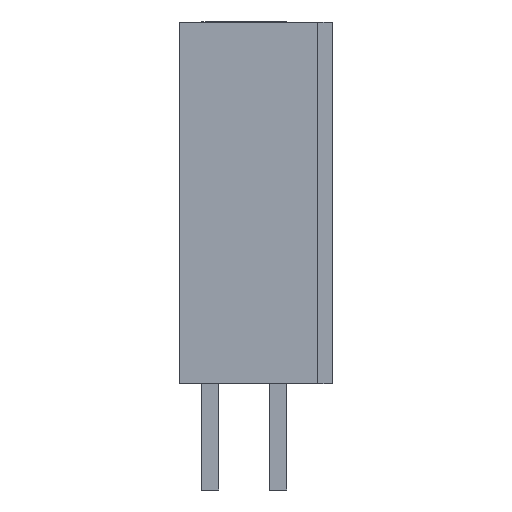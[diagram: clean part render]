
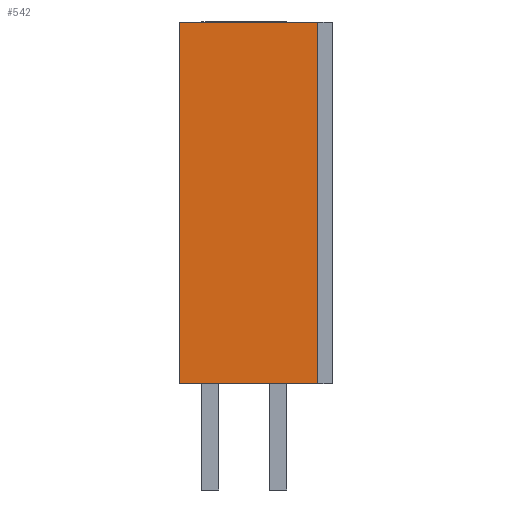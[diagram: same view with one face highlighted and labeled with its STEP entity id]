
A CAD part, left-side view. The second image highlights one B-rep face of the part: STEP entity #542.
In plain terms, the highlighted planar face has unit normal (-1, 0, 0).
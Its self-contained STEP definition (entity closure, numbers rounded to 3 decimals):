
#50 = ORIENTED_EDGE ( 'NONE', *, *, #1165, .T. ) ;
#79 = VERTEX_POINT ( 'NONE', #1405 ) ;
#125 = LINE ( 'NONE', #1206, #1416 ) ;
#136 = VECTOR ( 'NONE', #1234, 1000. ) ;
#251 = EDGE_CURVE ( 'NONE', #822, #1634, #1781, .T. ) ;
#337 = FACE_OUTER_BOUND ( 'NONE', #394, .T. ) ;
#356 = EDGE_CURVE ( 'NONE', #600, #1634, #1653, .T. ) ;
#388 = CARTESIAN_POINT ( 'NONE',  ( -18.1, -3.25, 17. ) ) ;
#394 = EDGE_LOOP ( 'NONE', ( #1672, #1519, #1231, #50 ) ) ;
#449 = CARTESIAN_POINT ( 'NONE',  ( -18.1, 3.25, 0. ) ) ;
#515 = EDGE_CURVE ( 'NONE', #79, #822, #919, .T. ) ;
#542 = ADVANCED_FACE ( 'NONE', ( #337 ), #1573, .F. ) ;
#600 = VERTEX_POINT ( 'NONE', #1457 ) ;
#616 = CARTESIAN_POINT ( 'NONE',  ( -18.1, 3.25, 17. ) ) ;
#791 = DIRECTION ( 'NONE',  ( 0., 0., -1. ) ) ;
#822 = VERTEX_POINT ( 'NONE', #867 ) ;
#852 = DIRECTION ( 'NONE',  ( 0., 0., -1. ) ) ;
#867 = CARTESIAN_POINT ( 'NONE',  ( -18.1, -3.25, 17. ) ) ;
#919 = LINE ( 'NONE', #1695, #136 ) ;
#952 = VECTOR ( 'NONE', #1199, 1000. ) ;
#954 = AXIS2_PLACEMENT_3D ( 'NONE', #616, #1859, #791 ) ;
#1024 = CARTESIAN_POINT ( 'NONE',  ( -18.1, -3.25, 0. ) ) ;
#1165 = EDGE_CURVE ( 'NONE', #79, #600, #125, .T. ) ;
#1199 = DIRECTION ( 'NONE',  ( 0., -1., 0. ) ) ;
#1206 = CARTESIAN_POINT ( 'NONE',  ( -18.1, 3.25, 17. ) ) ;
#1231 = ORIENTED_EDGE ( 'NONE', *, *, #515, .F. ) ;
#1234 = DIRECTION ( 'NONE',  ( 0., -1., 0. ) ) ;
#1360 = DIRECTION ( 'NONE',  ( 0., 0., -1. ) ) ;
#1405 = CARTESIAN_POINT ( 'NONE',  ( -18.1, 3.25, 17. ) ) ;
#1416 = VECTOR ( 'NONE', #1360, 1000. ) ;
#1457 = CARTESIAN_POINT ( 'NONE',  ( -18.1, 3.25, 0. ) ) ;
#1519 = ORIENTED_EDGE ( 'NONE', *, *, #251, .F. ) ;
#1573 = PLANE ( 'NONE',  #954 ) ;
#1634 = VERTEX_POINT ( 'NONE', #1024 ) ;
#1653 = LINE ( 'NONE', #449, #952 ) ;
#1672 = ORIENTED_EDGE ( 'NONE', *, *, #356, .T. ) ;
#1695 = CARTESIAN_POINT ( 'NONE',  ( -18.1, 3.25, 17. ) ) ;
#1781 = LINE ( 'NONE', #388, #1908 ) ;
#1859 = DIRECTION ( 'NONE',  ( 1., 0., 0. ) ) ;
#1908 = VECTOR ( 'NONE', #852, 1000. ) ;
